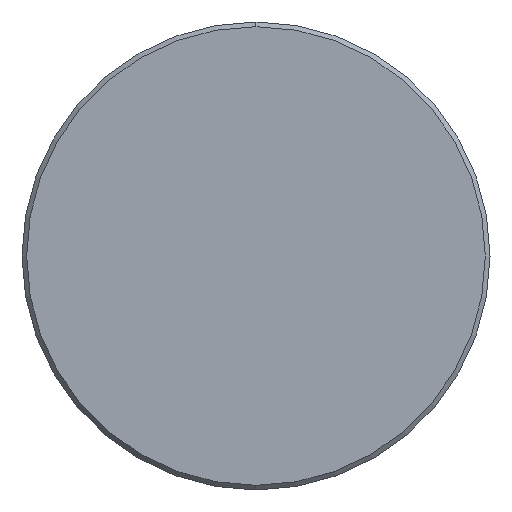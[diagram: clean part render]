
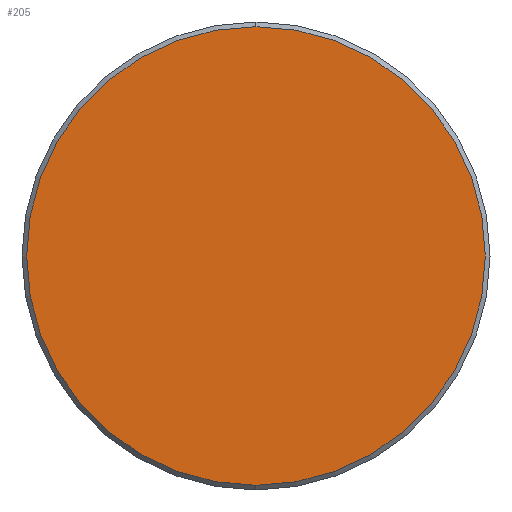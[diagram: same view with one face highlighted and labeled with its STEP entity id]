
A CAD part, left-side view. The second image highlights one B-rep face of the part: STEP entity #205.
In plain terms, the highlighted planar face has unit normal (-1, 0, 0).
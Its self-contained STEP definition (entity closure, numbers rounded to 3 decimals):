
#44 = DIRECTION ( 'NONE',  ( 0., 0., -1. ) ) ;
#45 = DIRECTION ( 'NONE',  ( 1., 0., 0. ) ) ;
#46 = PLANE ( 'NONE',  #243 ) ;
#47 = CARTESIAN_POINT ( 'NONE',  ( -3000., 0., 0. ) ) ;
#52 = CARTESIAN_POINT ( 'NONE',  ( -3000., 0., 24.5 ) ) ;
#55 = VERTEX_POINT ( 'NONE', #52 ) ;
#62 = VERTEX_POINT ( 'NONE', #65 ) ;
#65 = CARTESIAN_POINT ( 'NONE',  ( -3000., 0., -24.5 ) ) ;
#94 = CIRCLE ( 'NONE', #248, 24.5 ) ;
#113 = FACE_OUTER_BOUND ( 'NONE', #185, .T. ) ;
#121 = CIRCLE ( 'NONE', #259, 24.5 ) ;
#153 = DIRECTION ( 'NONE',  ( -1., 0., 0. ) ) ;
#154 = CARTESIAN_POINT ( 'NONE',  ( -3000., 0., 0. ) ) ;
#155 = CARTESIAN_POINT ( 'NONE',  ( -3000., 0., 0. ) ) ;
#156 = DIRECTION ( 'NONE',  ( -1., 0., 0. ) ) ;
#157 = DIRECTION ( 'NONE',  ( 0., 0., -1. ) ) ;
#166 = DIRECTION ( 'NONE',  ( 0., 0., -1. ) ) ;
#179 = ORIENTED_EDGE ( 'NONE', *, *, #250, .T. ) ;
#185 = EDGE_LOOP ( 'NONE', ( #195, #179 ) ) ;
#195 = ORIENTED_EDGE ( 'NONE', *, *, #249, .T. ) ;
#205 = ADVANCED_FACE ( 'NONE', ( #113 ), #46, .F. ) ;
#243 = AXIS2_PLACEMENT_3D ( 'NONE', #47, #45, #44 ) ;
#248 = AXIS2_PLACEMENT_3D ( 'NONE', #155, #153, #166 ) ;
#249 = EDGE_CURVE ( 'NONE', #62, #55, #121, .T. ) ;
#250 = EDGE_CURVE ( 'NONE', #55, #62, #94, .T. ) ;
#259 = AXIS2_PLACEMENT_3D ( 'NONE', #154, #156, #157 ) ;
